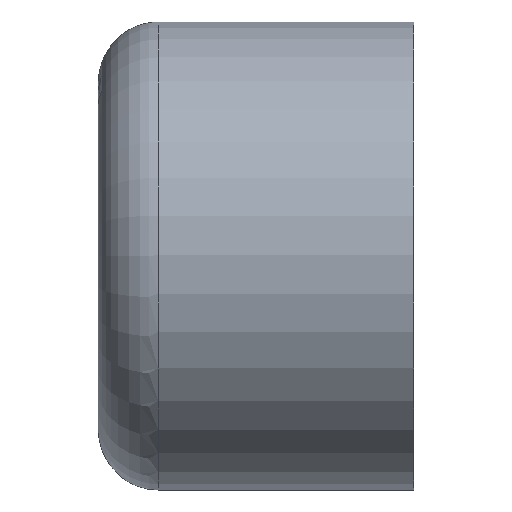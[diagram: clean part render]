
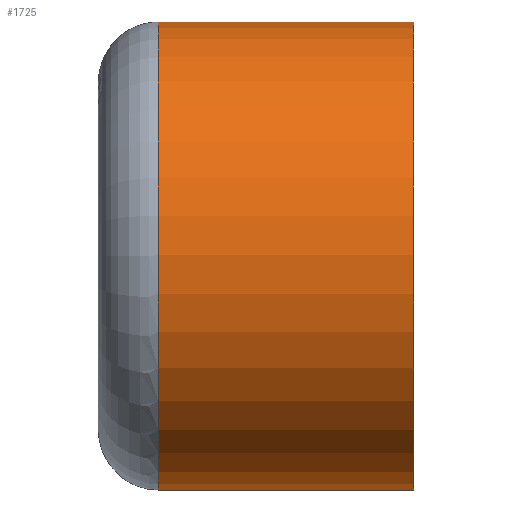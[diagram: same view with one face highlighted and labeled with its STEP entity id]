
A CAD part, left-side view. The second image highlights one B-rep face of the part: STEP entity #1725.
In plain terms, the highlighted cylindrical face has radius 35.3 mm (diameter 70.6 mm), a partial arc.
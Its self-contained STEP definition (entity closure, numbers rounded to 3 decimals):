
#81=CYLINDRICAL_SURFACE('',#1905,35.3);
#123=CIRCLE('',#1806,35.3);
#173=CIRCLE('',#1906,35.3);
#277=FACE_OUTER_BOUND('',#399,.T.);
#399=EDGE_LOOP('',(#1406,#1407,#1408,#1409));
#561=LINE('',#2884,#689);
#562=LINE('',#2888,#690);
#689=VECTOR('',#2339,1.);
#690=VECTOR('',#2344,0.5);
#731=VERTEX_POINT('',#2605);
#732=VERTEX_POINT('',#2607);
#821=VERTEX_POINT('',#2883);
#822=VERTEX_POINT('',#2887);
#896=EDGE_CURVE('',#732,#731,#123,.T.);
#1034=EDGE_CURVE('',#821,#732,#561,.T.);
#1036=EDGE_CURVE('',#822,#731,#562,.T.);
#1037=EDGE_CURVE('',#821,#822,#173,.T.);
#1406=ORIENTED_EDGE('',*,*,#1036,.F.);
#1407=ORIENTED_EDGE('',*,*,#1037,.F.);
#1408=ORIENTED_EDGE('',*,*,#1034,.T.);
#1409=ORIENTED_EDGE('',*,*,#896,.T.);
#1725=ADVANCED_FACE('',(#277),#81,.T.);
#1806=AXIS2_PLACEMENT_3D('',#2608,#2054,#2055);
#1905=AXIS2_PLACEMENT_3D('',#2886,#2342,#2343);
#1906=AXIS2_PLACEMENT_3D('',#2889,#2345,#2346);
#2054=DIRECTION('center_axis',(0.,1.,0.));
#2055=DIRECTION('ref_axis',(0.,0.,-1.));
#2339=DIRECTION('',(0.,-1.,0.));
#2342=DIRECTION('center_axis',(0.,-1.,0.));
#2343=DIRECTION('ref_axis',(0.,0.,-1.));
#2344=DIRECTION('',(0.,-1.,0.));
#2345=DIRECTION('center_axis',(0.,1.,0.));
#2346=DIRECTION('ref_axis',(-1.,0.,0.005));
#2605=CARTESIAN_POINT('',(-2.01,0.,35.241));
#2607=CARTESIAN_POINT('',(-2.378,0.,-35.222));
#2608=CARTESIAN_POINT('Origin',(0.,0.,-0.002));
#2883=CARTESIAN_POINT('',(-2.378,38.5,-35.222));
#2884=CARTESIAN_POINT('',(-2.378,47.5,-35.222));
#2886=CARTESIAN_POINT('Origin',(0.,47.5,-0.002));
#2887=CARTESIAN_POINT('',(-2.01,38.5,35.241));
#2888=CARTESIAN_POINT('',(-2.01,47.5,35.241));
#2889=CARTESIAN_POINT('Origin',(0.,38.5,-0.002));
